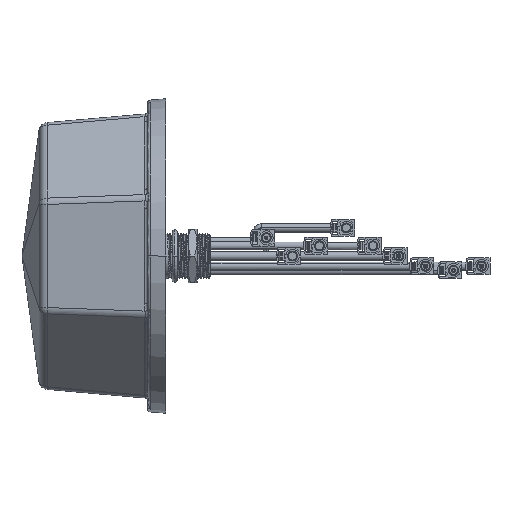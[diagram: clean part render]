
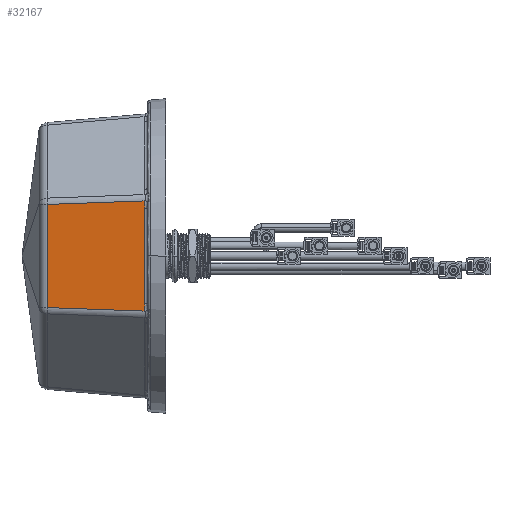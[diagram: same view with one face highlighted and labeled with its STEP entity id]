
A CAD part, left-side view. The second image highlights one B-rep face of the part: STEP entity #32167.
In plain terms, the highlighted planar face has unit normal (-0.996, 0.087, 0).
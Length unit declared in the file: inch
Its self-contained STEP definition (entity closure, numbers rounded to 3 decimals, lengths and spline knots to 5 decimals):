
#426 = CARTESIAN_POINT ( 'NONE',  ( -2.92351, 2.59901, -1.12972 ) ) ;
#1648 = CARTESIAN_POINT ( 'NONE',  ( -3.10931, 0.46321, 1.12958 ) ) ;
#2299 = CARTESIAN_POINT ( 'NONE',  ( -3.10935, 0.46279, 1.13582 ) ) ;
#2850 = CARTESIAN_POINT ( 'NONE',  ( -3.1091, 0.46562, -1.05094 ) ) ;
#5367 = CARTESIAN_POINT ( 'NONE',  ( -3.1091, 0.46562, -1.05094 ) ) ;
#6007 = ORIENTED_EDGE ( 'NONE', *, *, #16856, .T. ) ;
#6050 = CARTESIAN_POINT ( 'NONE',  ( -3.1091, 0.46562, 1.05094 ) ) ;
#7523 = DIRECTION ( 'NONE',  ( 0., 0., -1. ) ) ;
#7637 = VECTOR ( 'NONE', #7523, 39.37008 ) ;
#8921 = CARTESIAN_POINT ( 'NONE',  ( -3.10942, 0.46192, 1.14737 ) ) ;
#9051 = VERTEX_POINT ( 'NONE', #43109 ) ;
#9107 = CARTESIAN_POINT ( 'NONE',  ( -3.10921, 0.46434, -1.10925 ) ) ;
#9140 = CARTESIAN_POINT ( 'NONE',  ( -3.10931, 0.46316, 1.13036 ) ) ;
#9495 = LINE ( 'NONE', #22959, #10082 ) ;
#10082 = VECTOR ( 'NONE', #33097, 39.37008 ) ;
#11099 = DIRECTION ( 'NONE',  ( 0.996, -0.087, 0. ) ) ;
#11419 = LINE ( 'NONE', #11637, #28039 ) ;
#11637 = CARTESIAN_POINT ( 'NONE',  ( -2.92351, 2.59901, -1.12972 ) ) ;
#11802 = CARTESIAN_POINT ( 'NONE',  ( -3.11002, 0.45504, -1.20698 ) ) ;
#12009 = CARTESIAN_POINT ( 'NONE',  ( -3.10927, 0.46369, -1.12179 ) ) ;
#12149 = ORIENTED_EDGE ( 'NONE', *, *, #42375, .F. ) ;
#12480 = CARTESIAN_POINT ( 'NONE',  ( -3.1095, 0.46103, 1.15773 ) ) ;
#12813 = CARTESIAN_POINT ( 'NONE',  ( -3.11002, 0.45504, 1.20698 ) ) ;
#13107 = EDGE_CURVE ( 'NONE', #16051, #9051, #39924, .T. ) ;
#13118 = CARTESIAN_POINT ( 'NONE',  ( -3.1091, 0.46562, 1.08465 ) ) ;
#13692 = CARTESIAN_POINT ( 'NONE',  ( -2.98568, 1.88435, 1.15548 ) ) ;
#13901 = ORIENTED_EDGE ( 'NONE', *, *, #14799, .F. ) ;
#14799 = EDGE_CURVE ( 'NONE', #9051, #18374, #28059, .T. ) ;
#14904 = CARTESIAN_POINT ( 'NONE',  ( -3.11002, 0.45504, 1.20698 ) ) ;
#15775 = CARTESIAN_POINT ( 'NONE',  ( -3.10955, 0.46039, 1.16441 ) ) ;
#15954 = CARTESIAN_POINT ( 'NONE',  ( -3.1091, 0.46562, -1.06804 ) ) ;
#16051 = VERTEX_POINT ( 'NONE', #42648 ) ;
#16175 = CARTESIAN_POINT ( 'NONE',  ( -3.10925, 0.46391, -1.11773 ) ) ;
#16387 = CARTESIAN_POINT ( 'NONE',  ( -3.10919, 0.46461, -1.10311 ) ) ;
#16856 = EDGE_CURVE ( 'NONE', #16051, #22944, #19737, .T. ) ;
#17671 = VERTEX_POINT ( 'NONE', #11802 ) ;
#18258 = DIRECTION ( 'NONE',  ( -0.087, -0.996, -0.036 ) ) ;
#18374 = VERTEX_POINT ( 'NONE', #2850 ) ;
#19274 = CARTESIAN_POINT ( 'NONE',  ( -3.10929, 0.46342, -1.12621 ) ) ;
#19481 = CARTESIAN_POINT ( 'NONE',  ( -3.10948, 0.46127, -1.15942 ) ) ;
#19701 = CARTESIAN_POINT ( 'NONE',  ( -3.1093, 0.46329, -1.12834 ) ) ;
#19737 = B_SPLINE_CURVE_WITH_KNOTS ( 'NONE', 3,
 ( #12813, #36636, #13692, #19856 ),
 .UNSPECIFIED., .F., .F.,
 ( 4, 4 ),
 ( 0., 1. ),
 .UNSPECIFIED. ) ;
#19856 = CARTESIAN_POINT ( 'NONE',  ( -2.92351, 2.59901, 1.12972 ) ) ;
#22617 = CARTESIAN_POINT ( 'NONE',  ( -3.10931, 0.46319, 1.1299 ) ) ;
#22671 = AXIS2_PLACEMENT_3D ( 'NONE', #41322, #11099, #24549 ) ;
#22790 = CARTESIAN_POINT ( 'NONE',  ( -3.10973, 0.4584, -1.18496 ) ) ;
#22944 = VERTEX_POINT ( 'NONE', #39219 ) ;
#22959 = CARTESIAN_POINT ( 'NONE',  ( -2.92351, 2.59901, -1.12972 ) ) ;
#24549 = DIRECTION ( 'NONE',  ( 0., 0., -1. ) ) ;
#24948 = ORIENTED_EDGE ( 'NONE', *, *, #41066, .F. ) ;
#25435 = CARTESIAN_POINT ( 'NONE',  ( -3.10931, 0.46319, -1.12983 ) ) ;
#25911 = CARTESIAN_POINT ( 'NONE',  ( -3.10932, 0.46311, 1.13104 ) ) ;
#25913 = B_SPLINE_CURVE_WITH_KNOTS ( 'NONE', 3,
 ( #5367, #15954, #35602, #16387, #9107, #16175, #12009, #19274, #19701, #32709, #25435, #32932, #39114, #19481, #22790, #43073 ),
 .UNSPECIFIED., .F., .F.,
 ( 4, 2, 2, 1, 1, 1, 1, 2, 2, 4 ),
 ( 0., 0.25, 0.375, 0.4375, 0.46875, 0.48438, 0.49219, 0.49609, 0.5, 1. ),
 .UNSPECIFIED. ) ;
#27479 = ORIENTED_EDGE ( 'NONE', *, *, #13107, .F. ) ;
#28039 = VECTOR ( 'NONE', #18258, 39.37008 ) ;
#28059 = LINE ( 'NONE', #31129, #7637 ) ;
#28372 = CARTESIAN_POINT ( 'NONE',  ( -3.10939, 0.46234, 1.1421 ) ) ;
#31129 = CARTESIAN_POINT ( 'NONE',  ( -3.1091, 0.46562, 1.05094 ) ) ;
#31154 = PLANE ( 'NONE',  #22671 ) ;
#32167 = ADVANCED_FACE ( 'NONE', ( #34483 ), #31154, .F. ) ;
#32517 = CARTESIAN_POINT ( 'NONE',  ( -3.10974, 0.45831, 1.1838 ) ) ;
#32535 = VERTEX_POINT ( 'NONE', #426 ) ;
#32709 = CARTESIAN_POINT ( 'NONE',  ( -3.10931, 0.46322, -1.12939 ) ) ;
#32932 = CARTESIAN_POINT ( 'NONE',  ( -3.10931, 0.46317, -1.13013 ) ) ;
#33097 = DIRECTION ( 'NONE',  ( 0., 0., 1. ) ) ;
#33174 = EDGE_LOOP ( 'NONE', ( #6007, #12149, #41927, #24948, #13901, #27479 ) ) ;
#34483 = FACE_OUTER_BOUND ( 'NONE', #33174, .T. ) ;
#35602 = CARTESIAN_POINT ( 'NONE',  ( -3.10913, 0.4653, -1.08323 ) ) ;
#36636 = CARTESIAN_POINT ( 'NONE',  ( -3.04785, 1.1697, 1.18123 ) ) ;
#38509 = CARTESIAN_POINT ( 'NONE',  ( -3.10933, 0.46301, 1.13264 ) ) ;
#39114 = CARTESIAN_POINT ( 'NONE',  ( -3.10931, 0.46317, -1.13019 ) ) ;
#39152 = CARTESIAN_POINT ( 'NONE',  ( -3.10987, 0.45674, 1.19584 ) ) ;
#39219 = CARTESIAN_POINT ( 'NONE',  ( -2.92351, 2.59901, 1.12972 ) ) ;
#39924 = B_SPLINE_CURVE_WITH_KNOTS ( 'NONE', 3,
 ( #14904, #39152, #32517, #15775, #12480, #8921, #28372, #2299, #38509, #25911, #9140, #22617, #1648, #40224, #13118, #6050 ),
 .UNSPECIFIED., .F., .F.,
 ( 4, 2, 2, 1, 1, 1, 1, 2, 2, 4 ),
 ( 0., 0.25, 0.375, 0.4375, 0.46875, 0.48438, 0.49219, 0.49609, 0.5, 1. ),
 .UNSPECIFIED. ) ;
#40224 = CARTESIAN_POINT ( 'NONE',  ( -3.1092, 0.46441, 1.11084 ) ) ;
#41066 = EDGE_CURVE ( 'NONE', #18374, #17671, #25913, .T. ) ;
#41322 = CARTESIAN_POINT ( 'NONE',  ( -3.14961, 0., 1.5748 ) ) ;
#41927 = ORIENTED_EDGE ( 'NONE', *, *, #43027, .T. ) ;
#42375 = EDGE_CURVE ( 'NONE', #32535, #22944, #9495, .T. ) ;
#42648 = CARTESIAN_POINT ( 'NONE',  ( -3.11002, 0.45504, 1.20698 ) ) ;
#43027 = EDGE_CURVE ( 'NONE', #32535, #17671, #11419, .T. ) ;
#43073 = CARTESIAN_POINT ( 'NONE',  ( -3.11002, 0.45504, -1.20698 ) ) ;
#43109 = CARTESIAN_POINT ( 'NONE',  ( -3.1091, 0.46562, 1.05094 ) ) ;
